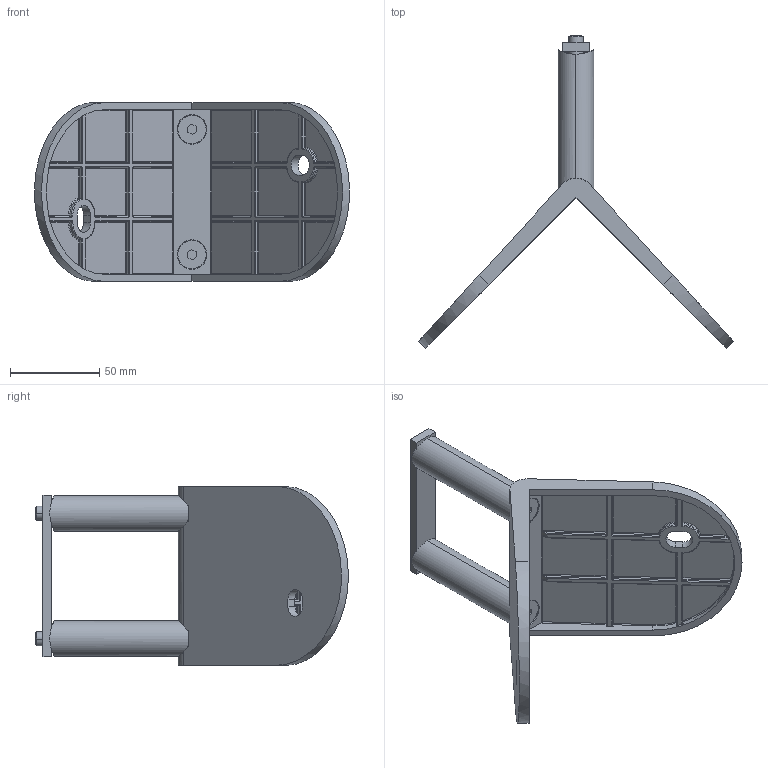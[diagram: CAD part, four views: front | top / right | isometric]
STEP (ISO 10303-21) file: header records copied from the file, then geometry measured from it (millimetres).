
FILE_DESCRIPTION (( 'STEP AP203' ), '1' );
FILE_NAME ('A14-024-OUT-B.STEP', '2020-05-22T12:01:06', ( '' ), ( '' ), 'SwSTEP 2.0', 'SolidWorks 2019', '' );
FILE_SCHEMA (( 'CONFIG_CONTROL_DESIGN' ));
Length unit declared in the file: millimetre
Products named in the file (5): kotvenie3; A14-024-OUT T5 Plate_Vìchoz¡; A14-024-OUT-B; A14-024-OUT.P2; Skrutka DIN 7991 ZINK._Skrutka M 8x 90
Assembly tree (6 placements, depth 2):
  A14-024-OUT-B
    kotvenie3
    Skrutka DIN 7991 ZINK._Skrutka M 8x 90  x2
    A14-024-OUT.P2  x2
    A14-024-OUT T5 Plate_Vìchoz¡
Bounding box: 176 x 174.81 x 100 mm (x, y, z)
Volume: 120181.9 mm3; surface area: 83070.5 mm2
Topology: 6 solids, 6 shells, 586 faces, 1371 edges, 767 vertices
Faces by surface type: cylinder 259, plane 111, bspline 104, sphere 96, cone 12, torus 4
Entity records: 17990 total; most frequent: CARTESIAN_POINT 5731, ORIENTED_EDGE 2550, DIRECTION 2440, EDGE_CURVE 1275, AXIS2_PLACEMENT_3D 965, VERTEX_POINT 723, EDGE_LOOP 580, FACE_OUTER_BOUND 563
